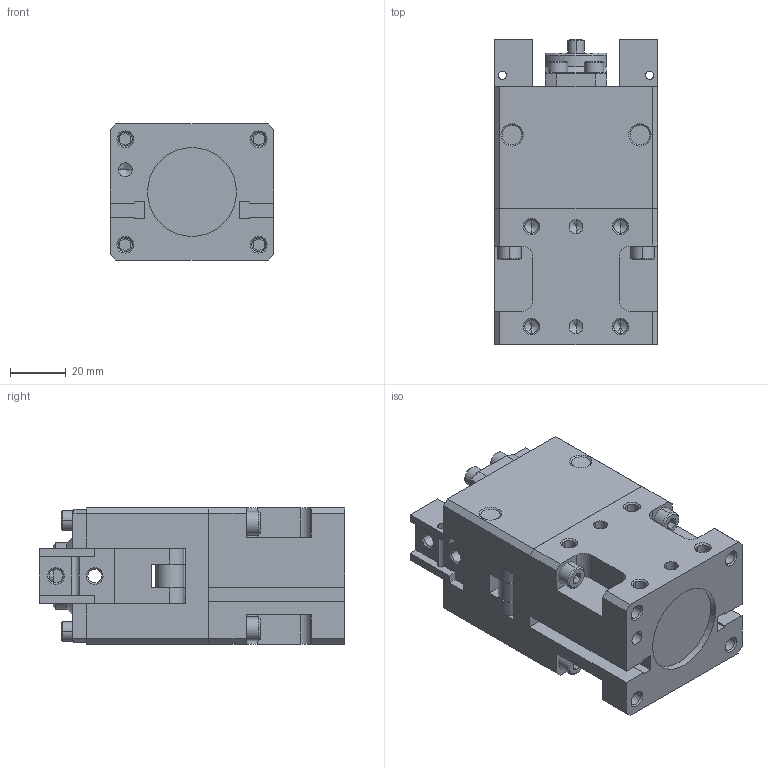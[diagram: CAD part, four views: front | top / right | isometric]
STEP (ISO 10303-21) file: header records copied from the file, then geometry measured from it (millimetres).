
FILE_DESCRIPTION( ( '' ), '1' );
FILE_NAME( 'og32_a_og320abd_0_2_14a.stp', '2010-10-25T15:54:05', ( '' ), ( '' ), ' ', ' ', ' ' );
FILE_SCHEMA( ( 'automotive_design' ) );
Length unit declared in the file: millimetre
Products named in the file (6): 1; 2; 3; 4; 5; 6
Bounding box: 59 x 110 x 49 mm (x, y, z)
Volume: 231666.8 mm3; surface area: 56049.1 mm2
Topology: 6 solids, 6 shells, 462 faces, 1210 edges, 757 vertices
Faces by surface type: plane 226, cylinder 134, cone 102
Entity records: 28184 total; most frequent: CARTESIAN_POINT 2993, DIRECTION 2472, STYLED_ITEM 2417, PRESENTATION_STYLE_ASSIGNMENT 2417, COLOUR_RGB 2417, ORIENTED_EDGE 2384, EDGE_CURVE 1192, CURVE_STYLE 1192
